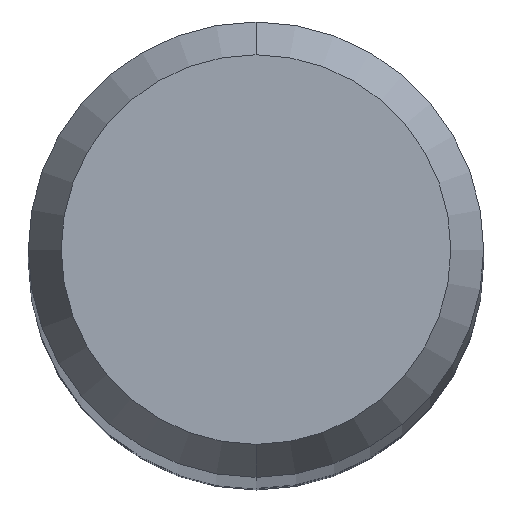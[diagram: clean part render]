
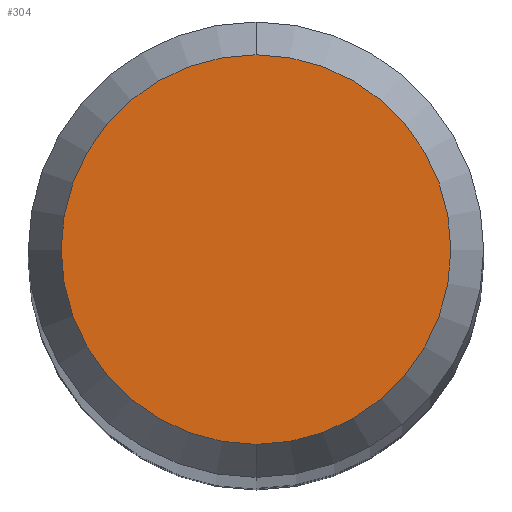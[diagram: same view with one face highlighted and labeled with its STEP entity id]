
A CAD part, top view. The second image highlights one B-rep face of the part: STEP entity #304.
In plain terms, the highlighted planar face has unit normal (0, 0, 1).
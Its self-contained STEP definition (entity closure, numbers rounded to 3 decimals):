
#304=ADVANCED_FACE('',(#595),#596,.T.);
#314=EDGE_CURVE('',#406,#330,#606,.T.);
#330=VERTEX_POINT('',#625);
#368=EDGE_CURVE('',#330,#406,#669,.T.);
#406=VERTEX_POINT('',#709);
#595=FACE_OUTER_BOUND('',#1054,.T.);
#596=PLANE('',#1055);
#606=CIRCLE('',#1071,1.358);
#625=CARTESIAN_POINT('',(0.,-1.358,0.));
#669=CIRCLE('',#1191,1.358);
#709=CARTESIAN_POINT('',(0.0,1.358,0.));
#1054=EDGE_LOOP('',(#1503,#1504));
#1055=AXIS2_PLACEMENT_3D('',#1505,#1506,#1507);
#1071=AXIS2_PLACEMENT_3D('',#1513,#1514,#1515);
#1191=AXIS2_PLACEMENT_3D('',#1596,#1597,#1598);
#1503=ORIENTED_EDGE('',*,*,#314,.F.);
#1504=ORIENTED_EDGE('',*,*,#368,.F.);
#1505=CARTESIAN_POINT('',(0.0,0.679,0.));
#1506=DIRECTION('',(-0.0,0.0,1.0));
#1507=DIRECTION('',(0.0,-1.0,0.0));
#1513=CARTESIAN_POINT('',(0.0,0.0,0.));
#1514=DIRECTION('',(0.0,0.0,-1.0));
#1515=DIRECTION('',(0.0,1.0,0.0));
#1596=CARTESIAN_POINT('',(0.0,0.0,0.));
#1597=DIRECTION('',(0.0,0.0,-1.0));
#1598=DIRECTION('',(0.0,1.0,0.0));
